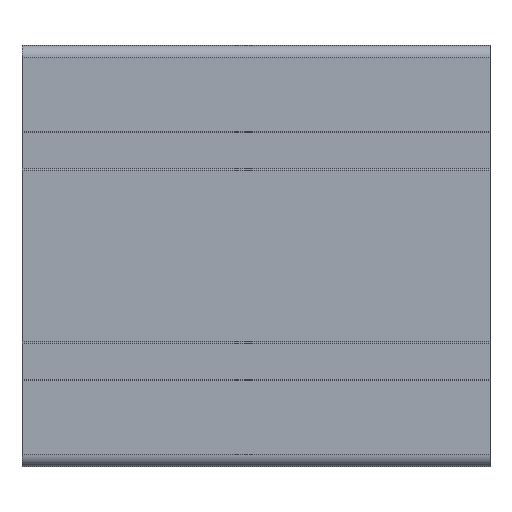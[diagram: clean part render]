
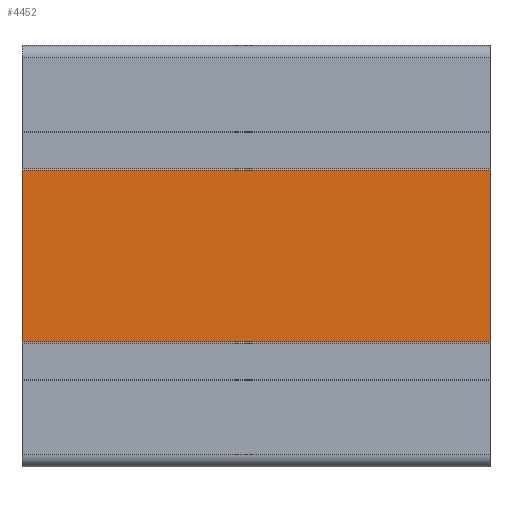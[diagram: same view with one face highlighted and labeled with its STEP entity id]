
A CAD part, front view. The second image highlights one B-rep face of the part: STEP entity #4452.
In plain terms, the highlighted planar face has unit normal (0, -1, 0).
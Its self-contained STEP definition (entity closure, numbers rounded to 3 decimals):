
#297 = CARTESIAN_POINT ( 'NONE',  ( 59.184, 9.898, -18.35 ) ) ;
#559 = VECTOR ( 'NONE', #947, 1000. ) ;
#947 = DIRECTION ( 'NONE',  ( -1., 0., 0. ) ) ;
#1171 = ORIENTED_EDGE ( 'NONE', *, *, #5544, .T. ) ;
#1370 = CARTESIAN_POINT ( 'NONE',  ( 59.184, 9.898, -18.35 ) ) ;
#1484 = CARTESIAN_POINT ( 'NONE',  ( -40.816, 9.898, 18.35 ) ) ;
#1487 = ORIENTED_EDGE ( 'NONE', *, *, #2722, .F. ) ;
#1763 = ORIENTED_EDGE ( 'NONE', *, *, #3653, .T. ) ;
#2005 = VERTEX_POINT ( 'NONE', #1370 ) ;
#2100 = LINE ( 'NONE', #3863, #4607 ) ;
#2110 = FACE_OUTER_BOUND ( 'NONE', #5610, .T. ) ;
#2173 = VERTEX_POINT ( 'NONE', #4291 ) ;
#2456 = DIRECTION ( 'NONE',  ( -1., 0., 0. ) ) ;
#2722 = EDGE_CURVE ( 'NONE', #2899, #2005, #4102, .T. ) ;
#2779 = CARTESIAN_POINT ( 'NONE',  ( -40.816, 9.898, -18.35 ) ) ;
#2899 = VERTEX_POINT ( 'NONE', #5817 ) ;
#3037 = ORIENTED_EDGE ( 'NONE', *, *, #4385, .F. ) ;
#3166 = DIRECTION ( 'NONE',  ( 0., 0., -1. ) ) ;
#3525 = AXIS2_PLACEMENT_3D ( 'NONE', #5668, #4860, #4422 ) ;
#3598 = LINE ( 'NONE', #2779, #5271 ) ;
#3653 = EDGE_CURVE ( 'NONE', #3813, #2173, #3598, .T. ) ;
#3813 = VERTEX_POINT ( 'NONE', #1484 ) ;
#3863 = CARTESIAN_POINT ( 'NONE',  ( 59.184, 9.898, -18.35 ) ) ;
#4102 = LINE ( 'NONE', #297, #4749 ) ;
#4110 = CARTESIAN_POINT ( 'NONE',  ( 59.184, 9.898, 18.35 ) ) ;
#4291 = CARTESIAN_POINT ( 'NONE',  ( -40.816, 9.898, -18.35 ) ) ;
#4385 = EDGE_CURVE ( 'NONE', #2005, #2173, #2100, .T. ) ;
#4422 = DIRECTION ( 'NONE',  ( 0., 0., 1. ) ) ;
#4452 = ADVANCED_FACE ( 'NONE', ( #2110 ), #4737, .F. ) ;
#4607 = VECTOR ( 'NONE', #2456, 1000. ) ;
#4737 = PLANE ( 'NONE',  #3525 ) ;
#4749 = VECTOR ( 'NONE', #5784, 1000. ) ;
#4860 = DIRECTION ( 'NONE',  ( 0., 1., 0. ) ) ;
#5216 = LINE ( 'NONE', #4110, #559 ) ;
#5271 = VECTOR ( 'NONE', #3166, 1000. ) ;
#5544 = EDGE_CURVE ( 'NONE', #2899, #3813, #5216, .T. ) ;
#5610 = EDGE_LOOP ( 'NONE', ( #1763, #3037, #1487, #1171 ) ) ;
#5668 = CARTESIAN_POINT ( 'NONE',  ( 59.184, 9.898, -18.35 ) ) ;
#5784 = DIRECTION ( 'NONE',  ( 0., 0., -1. ) ) ;
#5817 = CARTESIAN_POINT ( 'NONE',  ( 59.184, 9.898, 18.35 ) ) ;
